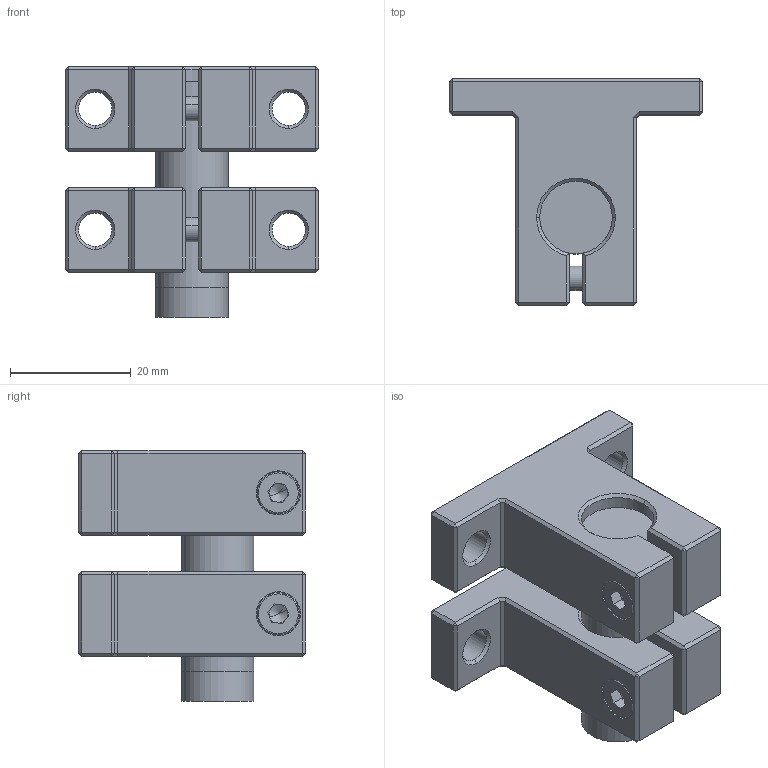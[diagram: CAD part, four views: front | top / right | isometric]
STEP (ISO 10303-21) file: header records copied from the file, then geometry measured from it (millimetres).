
FILE_DESCRIPTION(('FreeCAD Model'),'2;1');
FILE_NAME('MountedLaser.step','2016-01-01T12:40:50',('Author'),(''), 'Open CASCADE STEP processor 6.9','FreeCAD','Unknown');
FILE_SCHEMA(('AUTOMOTIVE_DESIGN { 1 0 10303 214 1 1 1 1 }'));
Length unit declared in the file: millimetre
Products named in the file (3): Axiz12mmV4_02; SK12_03; SK12_01
Bounding box: 42 x 37.5 x 41.5 mm (x, y, z)
Volume: 24736.7 mm3; surface area: 10839.4 mm2
Topology: 3 solids, 3 shells, 229 faces, 503 edges, 286 vertices
Faces by surface type: plane 164, cone 32, cylinder 29, torus 4
Full cylindrical faces by diameter (mm): 12 x3
Entity records: 13061 total; most frequent: CARTESIAN_POINT 2603, DIRECTION 2013, LINE 1257, VECTOR 1257, ORIENTED_EDGE 998, PCURVE 998, DEFINITIONAL_REPRESENTATION 998, EDGE_CURVE 499
